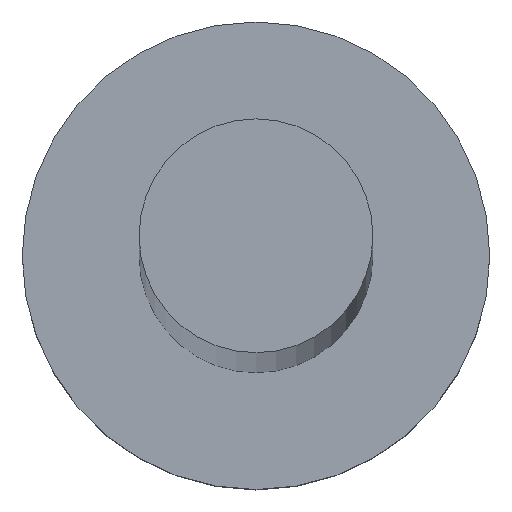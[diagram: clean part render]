
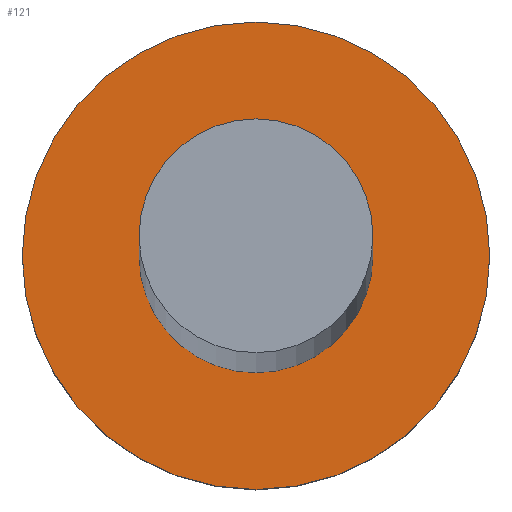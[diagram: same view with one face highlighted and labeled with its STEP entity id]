
A CAD part, top view. The second image highlights one B-rep face of the part: STEP entity #121.
In plain terms, the highlighted planar face has unit normal (0, 0, 1).
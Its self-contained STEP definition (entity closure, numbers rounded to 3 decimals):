
#1 = DIRECTION ( 'NONE',  ( 0., 0., 1. ) ) ;
#5 = DIRECTION ( 'NONE',  ( 1., 0., 0. ) ) ;
#12 = AXIS2_PLACEMENT_3D ( 'NONE', #184, #180, #233 ) ;
#19 = VERTEX_POINT ( 'NONE', #163 ) ;
#23 = FACE_OUTER_BOUND ( 'NONE', #30, .T. ) ;
#27 = DIRECTION ( 'NONE',  ( 1., 0., 0. ) ) ;
#28 = EDGE_CURVE ( 'NONE', #42, #139, #181, .T. ) ;
#30 = EDGE_LOOP ( 'NONE', ( #95, #88 ) ) ;
#31 = CARTESIAN_POINT ( 'NONE',  ( 0., 0., 2. ) ) ;
#34 = DIRECTION ( 'NONE',  ( 0., 0., 1. ) ) ;
#41 = AXIS2_PLACEMENT_3D ( 'NONE', #146, #34, #27 ) ;
#42 = VERTEX_POINT ( 'NONE', #145 ) ;
#58 = EDGE_CURVE ( 'NONE', #117, #19, #207, .T. ) ;
#74 = CIRCLE ( 'NONE', #41, 1. ) ;
#78 = AXIS2_PLACEMENT_3D ( 'NONE', #199, #1, #81 ) ;
#81 = DIRECTION ( 'NONE',  ( 1., 0., 0. ) ) ;
#88 = ORIENTED_EDGE ( 'NONE', *, *, #228, .T. ) ;
#92 = EDGE_LOOP ( 'NONE', ( #135, #94 ) ) ;
#94 = ORIENTED_EDGE ( 'NONE', *, *, #198, .F. ) ;
#95 = ORIENTED_EDGE ( 'NONE', *, *, #28, .T. ) ;
#103 = DIRECTION ( 'NONE',  ( 0., 0., 1. ) ) ;
#106 = DIRECTION ( 'NONE',  ( 1., 0., 0. ) ) ;
#109 = AXIS2_PLACEMENT_3D ( 'NONE', #141, #103, #5 ) ;
#117 = VERTEX_POINT ( 'NONE', #122 ) ;
#121 = ADVANCED_FACE ( 'NONE', ( #123, #23 ), #235, .T. ) ;
#122 = CARTESIAN_POINT ( 'NONE',  ( -1., 0., 2. ) ) ;
#123 = FACE_BOUND ( 'NONE', #92, .T. ) ;
#135 = ORIENTED_EDGE ( 'NONE', *, *, #58, .F. ) ;
#139 = VERTEX_POINT ( 'NONE', #197 ) ;
#141 = CARTESIAN_POINT ( 'NONE',  ( 0., 0., 2. ) ) ;
#145 = CARTESIAN_POINT ( 'NONE',  ( -2., 0., 2. ) ) ;
#146 = CARTESIAN_POINT ( 'NONE',  ( 0., 0., 2. ) ) ;
#163 = CARTESIAN_POINT ( 'NONE',  ( 1., 0., 2. ) ) ;
#166 = DIRECTION ( 'NONE',  ( 0., 0., 1. ) ) ;
#180 = DIRECTION ( 'NONE',  ( 0., 0., 1. ) ) ;
#181 = CIRCLE ( 'NONE', #12, 2. ) ;
#184 = CARTESIAN_POINT ( 'NONE',  ( 0., 0., 2. ) ) ;
#197 = CARTESIAN_POINT ( 'NONE',  ( 2., 0., 2. ) ) ;
#198 = EDGE_CURVE ( 'NONE', #19, #117, #74, .T. ) ;
#199 = CARTESIAN_POINT ( 'NONE',  ( 0., 0., 2. ) ) ;
#207 = CIRCLE ( 'NONE', #78, 1. ) ;
#217 = CIRCLE ( 'NONE', #250, 2. ) ;
#228 = EDGE_CURVE ( 'NONE', #139, #42, #217, .T. ) ;
#233 = DIRECTION ( 'NONE',  ( 1., 0., 0. ) ) ;
#235 = PLANE ( 'NONE',  #109 ) ;
#250 = AXIS2_PLACEMENT_3D ( 'NONE', #31, #166, #106 ) ;
